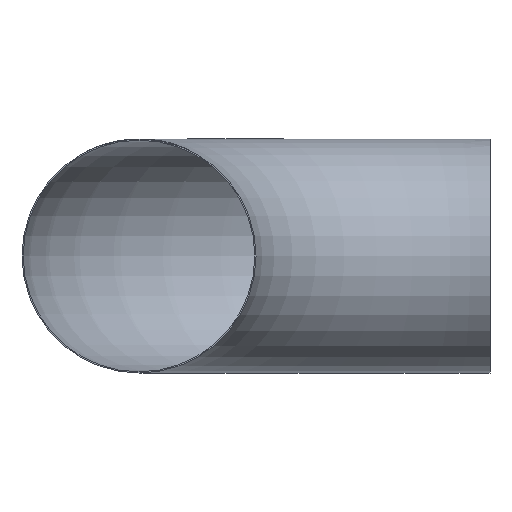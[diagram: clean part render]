
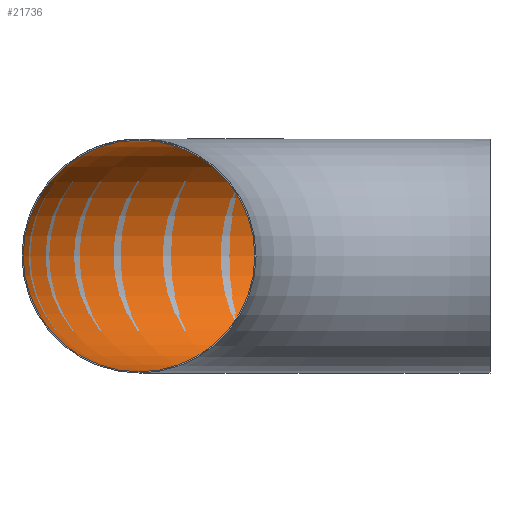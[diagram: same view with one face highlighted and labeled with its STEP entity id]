
A CAD part, front view. The second image highlights one B-rep face of the part: STEP entity #21736.
In plain terms, the highlighted toroidal (fillet/blend) face has major radius 1524 mm and minor radius 503 mm.
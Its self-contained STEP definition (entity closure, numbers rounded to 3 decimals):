
#3974 = DIRECTION ( 'NONE',  ( 0., 0., -1. ) ) ;
#6112 = CARTESIAN_POINT ( 'NONE',  ( -1524., 0., 503. ) ) ;
#9049 = EDGE_CURVE ( 'NONE', #28226, #28226, #35978, .T. ) ;
#10733 = DIRECTION ( 'NONE',  ( 0., 0., 1. ) ) ;
#11151 = CARTESIAN_POINT ( 'NONE',  ( -1524., 0., 0. ) ) ;
#16056 = FACE_OUTER_BOUND ( 'NONE', #31145, .T. ) ;
#18036 = ORIENTED_EDGE ( 'NONE', *, *, #9049, .T. ) ;
#19344 = TOROIDAL_SURFACE ( 'NONE', #35418, 1524., 503. ) ;
#19402 = VERTEX_POINT ( 'NONE', #6112 ) ;
#19589 = DIRECTION ( 'NONE',  ( -1., 0., 0. ) ) ;
#21736 = ADVANCED_FACE ( 'NONE', ( #16056, #26295 ), #19344, .F. ) ;
#22197 = EDGE_LOOP ( 'NONE', ( #28857 ) ) ;
#22937 = DIRECTION ( 'NONE',  ( 1., 0., 0. ) ) ;
#23551 = DIRECTION ( 'NONE',  ( 0., 1., 0. ) ) ;
#23855 = DIRECTION ( 'NONE',  ( 0., 1., 0. ) ) ;
#25663 = EDGE_CURVE ( 'NONE', #19402, #19402, #27751, .T. ) ;
#25904 = CARTESIAN_POINT ( 'NONE',  ( 0., 2027., 0. ) ) ;
#26295 = FACE_OUTER_BOUND ( 'NONE', #22197, .T. ) ;
#27751 = CIRCLE ( 'NONE', #38453, 503. ) ;
#28226 = VERTEX_POINT ( 'NONE', #25904 ) ;
#28605 = AXIS2_PLACEMENT_3D ( 'NONE', #39491, #22937, #23551 ) ;
#28857 = ORIENTED_EDGE ( 'NONE', *, *, #25663, .F. ) ;
#31145 = EDGE_LOOP ( 'NONE', ( #18036 ) ) ;
#32804 = CARTESIAN_POINT ( 'NONE',  ( 0., 0., 0. ) ) ;
#35418 = AXIS2_PLACEMENT_3D ( 'NONE', #32804, #3974, #19589 ) ;
#35978 = CIRCLE ( 'NONE', #28605, 503. ) ;
#38453 = AXIS2_PLACEMENT_3D ( 'NONE', #11151, #23855, #10733 ) ;
#39491 = CARTESIAN_POINT ( 'NONE',  ( 0., 1524., 0. ) ) ;
